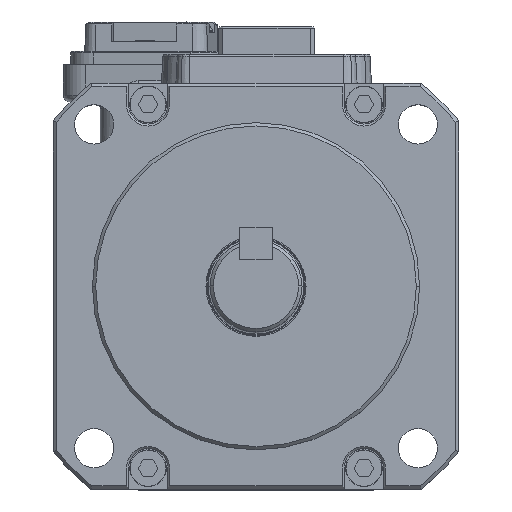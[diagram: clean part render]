
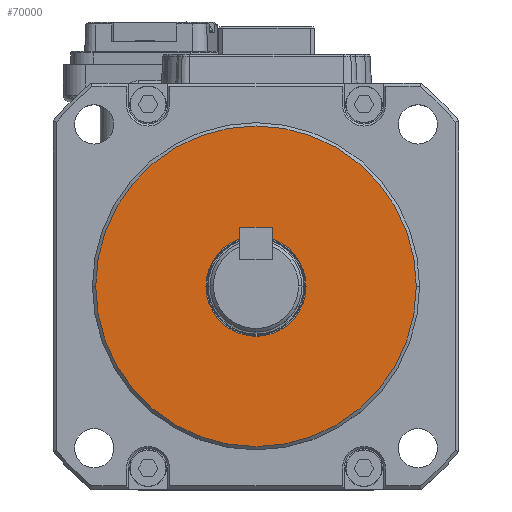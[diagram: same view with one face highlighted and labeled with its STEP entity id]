
A CAD part, top view. The second image highlights one B-rep face of the part: STEP entity #70000.
In plain terms, the highlighted planar face has unit normal (0, 0, 1).
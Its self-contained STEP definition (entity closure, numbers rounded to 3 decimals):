
#2936 = AXIS2_PLACEMENT_3D ( 'NONE', #59134, #59118, #59159 ) ;
#2976 = CIRCLE ( 'NONE', #2936, 24.5 ) ;
#3029 = CIRCLE ( 'NONE', #3156, 7.65 ) ;
#3156 = AXIS2_PLACEMENT_3D ( 'NONE', #13225, #13209, #13202 ) ;
#3206 = CARTESIAN_POINT ( 'NONE',  ( 7.65, 0., 29.5 ) ) ;
#3328 = CARTESIAN_POINT ( 'NONE',  ( -24.5, 0., 29.5 ) ) ;
#3342 = CARTESIAN_POINT ( 'NONE',  ( -7.65, 0., 29.5 ) ) ;
#3410 = CARTESIAN_POINT ( 'NONE',  ( 24.5, 0., 29.5 ) ) ;
#13202 = DIRECTION ( 'NONE',  ( 1., 0., 0. ) ) ;
#13209 = DIRECTION ( 'NONE',  ( 0., 0., 1. ) ) ;
#13225 = CARTESIAN_POINT ( 'NONE',  ( 0., 0., 29.5 ) ) ;
#15729 = ORIENTED_EDGE ( 'NONE', *, *, #48571, .T. ) ;
#15780 = ORIENTED_EDGE ( 'NONE', *, *, #48288, .F. ) ;
#15786 = ORIENTED_EDGE ( 'NONE', *, *, #30675, .T. ) ;
#15821 = ORIENTED_EDGE ( 'NONE', *, *, #30870, .F. ) ;
#17390 = EDGE_LOOP ( 'NONE', ( #15821, #15780 ) ) ;
#17408 = EDGE_LOOP ( 'NONE', ( #15729, #15786 ) ) ;
#22844 = VERTEX_POINT ( 'NONE', #3206 ) ;
#22851 = VERTEX_POINT ( 'NONE', #3342 ) ;
#22873 = VERTEX_POINT ( 'NONE', #3328 ) ;
#22919 = VERTEX_POINT ( 'NONE', #3410 ) ;
#28492 = DIRECTION ( 'NONE',  ( 0., 0., 1. ) ) ;
#28508 = DIRECTION ( 'NONE',  ( 1., 0., 0. ) ) ;
#28514 = CARTESIAN_POINT ( 'NONE',  ( 0., 0., 29.5 ) ) ;
#30675 = EDGE_CURVE ( 'NONE', #22919, #22873, #2976, .T. ) ;
#30870 = EDGE_CURVE ( 'NONE', #22851, #22844, #3029, .T. ) ;
#31538 = AXIS2_PLACEMENT_3D ( 'NONE', #63287, #63300, #63274 ) ;
#31555 = CIRCLE ( 'NONE', #31538, 7.65 ) ;
#31761 = CIRCLE ( 'NONE', #31764, 24.5 ) ;
#31764 = AXIS2_PLACEMENT_3D ( 'NONE', #28514, #28492, #28508 ) ;
#31838 = AXIS2_PLACEMENT_3D ( 'NONE', #32969, #33005, #32980 ) ;
#32942 = FACE_BOUND ( 'NONE', #17390, .T. ) ;
#32969 = CARTESIAN_POINT ( 'NONE',  ( 0., 0., 29.5 ) ) ;
#32980 = DIRECTION ( 'NONE',  ( 1., 0., 0. ) ) ;
#33005 = DIRECTION ( 'NONE',  ( 0., 0., 1. ) ) ;
#33012 = FACE_OUTER_BOUND ( 'NONE', #17408, .T. ) ;
#33033 = PLANE ( 'NONE',  #31838 ) ;
#48288 = EDGE_CURVE ( 'NONE', #22844, #22851, #31555, .T. ) ;
#48571 = EDGE_CURVE ( 'NONE', #22873, #22919, #31761, .T. ) ;
#59118 = DIRECTION ( 'NONE',  ( 0., 0., 1. ) ) ;
#59134 = CARTESIAN_POINT ( 'NONE',  ( 0., 0., 29.5 ) ) ;
#59159 = DIRECTION ( 'NONE',  ( 1., 0., 0. ) ) ;
#63274 = DIRECTION ( 'NONE',  ( 1., 0., 0. ) ) ;
#63287 = CARTESIAN_POINT ( 'NONE',  ( 0., 0., 29.5 ) ) ;
#63300 = DIRECTION ( 'NONE',  ( 0., 0., 1. ) ) ;
#70000 = ADVANCED_FACE ( 'NONE', ( #33012, #32942 ), #33033, .T. ) ;
